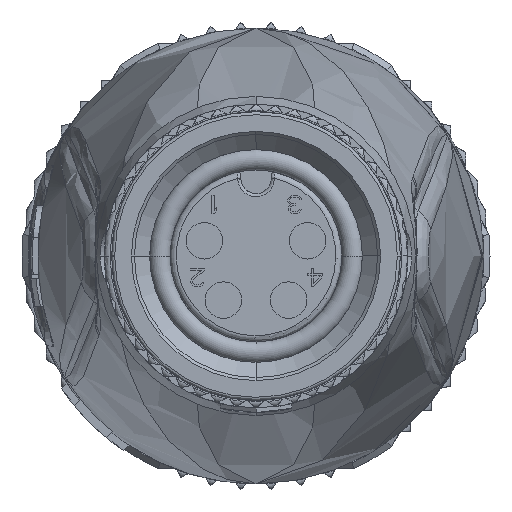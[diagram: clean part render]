
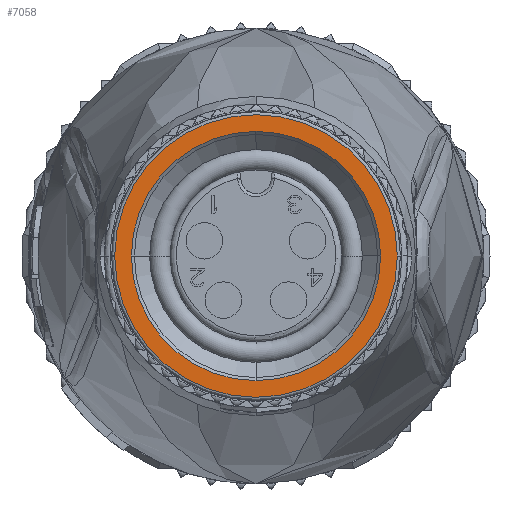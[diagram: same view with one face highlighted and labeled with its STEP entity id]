
A CAD part, front view. The second image highlights one B-rep face of the part: STEP entity #7058.
In plain terms, the highlighted planar face has unit normal (0, -1, 0).
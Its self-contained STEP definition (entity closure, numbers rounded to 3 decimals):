
#7058=ADVANCED_FACE('',(#15310,#15311),#15312,.T.);
#7076=EDGE_CURVE('',#15339,#15336,#15340,.T.);
#7080=EDGE_CURVE('',#15336,#15345,#15346,.T.);
#7088=EDGE_CURVE('',#15358,#15359,#15360,.T.);
#7094=EDGE_CURVE('',#15368,#15369,#15370,.T.);
#9200=EDGE_CURVE('',#15369,#15358,#18134,.T.);
#9202=EDGE_CURVE('',#15359,#15368,#18136,.T.);
#9212=EDGE_CURVE('',#18147,#15339,#18148,.T.);
#9214=EDGE_CURVE('',#15345,#18147,#18150,.T.);
#15310=FACE_OUTER_BOUND('',#68132,.T.);
#15311=FACE_BOUND('',#68133,.T.);
#15312=PLANE('',#68134);
#15336=VERTEX_POINT('',#68162);
#15339=VERTEX_POINT('',#68167);
#15340=CIRCLE('',#68168,4.1);
#15345=VERTEX_POINT('',#68175);
#15346=CIRCLE('',#68176,4.1);
#15358=VERTEX_POINT('',#68192);
#15359=VERTEX_POINT('',#68193);
#15360=CIRCLE('',#68194,4.65);
#15368=VERTEX_POINT('',#68205);
#15369=VERTEX_POINT('',#68206);
#15370=CIRCLE('',#68207,4.65);
#18134=CIRCLE('',#74899,4.65);
#18136=CIRCLE('',#74902,4.65);
#18147=VERTEX_POINT('',#74920);
#18148=CIRCLE('',#74921,4.1);
#18150=CIRCLE('',#74924,4.1);
#68132=EDGE_LOOP('',(#99048,#99049,#99050,#99051));
#68133=EDGE_LOOP('',(#99052,#99053,#99054,#99055));
#68134=AXIS2_PLACEMENT_3D('',#99056,#99057,#99058);
#68162=CARTESIAN_POINT('',(4.1,-8.5,0.0));
#68167=CARTESIAN_POINT('',(0.,-8.5,4.1));
#68168=AXIS2_PLACEMENT_3D('',#99106,#99107,#99108);
#68175=CARTESIAN_POINT('',(0.,-8.5,-4.1));
#68176=AXIS2_PLACEMENT_3D('',#99112,#99113,#99114);
#68192=CARTESIAN_POINT('',(4.65,-8.5,0.0));
#68193=CARTESIAN_POINT('',(-4.65,-8.5,0.024));
#68194=AXIS2_PLACEMENT_3D('',#99124,#99125,#99126);
#68205=CARTESIAN_POINT('',(-4.65,-8.5,0.0));
#68206=CARTESIAN_POINT('',(4.65,-8.5,-0.024));
#68207=AXIS2_PLACEMENT_3D('',#99133,#99134,#99135);
#74899=AXIS2_PLACEMENT_3D('',#100656,#100657,#100658);
#74902=AXIS2_PLACEMENT_3D('',#100659,#100660,#100661);
#74920=CARTESIAN_POINT('',(-4.1,-8.5,0.0));
#74921=AXIS2_PLACEMENT_3D('',#100670,#100671,#100672);
#74924=AXIS2_PLACEMENT_3D('',#100673,#100674,#100675);
#99048=ORIENTED_EDGE('',*,*,#7088,.T.);
#99049=ORIENTED_EDGE('',*,*,#9202,.T.);
#99050=ORIENTED_EDGE('',*,*,#7094,.T.);
#99051=ORIENTED_EDGE('',*,*,#9200,.T.);
#99052=ORIENTED_EDGE('',*,*,#9212,.T.);
#99053=ORIENTED_EDGE('',*,*,#7076,.T.);
#99054=ORIENTED_EDGE('',*,*,#7080,.T.);
#99055=ORIENTED_EDGE('',*,*,#9214,.T.);
#99056=CARTESIAN_POINT('',(0.0,-8.5,0.0));
#99057=DIRECTION('',(0.0,-1.0,0.0));
#99058=DIRECTION('',(0.0,0.0,-1.0));
#99106=CARTESIAN_POINT('',(0.0,-8.5,0.0));
#99107=DIRECTION('',(0.0,1.0,0.0));
#99108=DIRECTION('',(-1.0,0.0,0.0));
#99112=CARTESIAN_POINT('',(0.0,-8.5,0.0));
#99113=DIRECTION('',(-0.0,1.0,0.0));
#99114=DIRECTION('',(1.0,0.0,0.0));
#99124=CARTESIAN_POINT('',(0.0,-8.5,0.0));
#99125=DIRECTION('',(0.0,-1.0,0.0));
#99126=DIRECTION('',(1.0,0.0,0.0));
#99133=CARTESIAN_POINT('',(0.0,-8.5,0.0));
#99134=DIRECTION('',(0.0,-1.0,0.0));
#99135=DIRECTION('',(-1.0,0.0,0.0));
#100656=CARTESIAN_POINT('',(0.0,-8.5,0.0));
#100657=DIRECTION('',(0.0,-1.0,0.0));
#100658=DIRECTION('',(-1.0,0.0,0.0));
#100659=CARTESIAN_POINT('',(0.0,-8.5,0.0));
#100660=DIRECTION('',(0.0,-1.0,0.0));
#100661=DIRECTION('',(1.0,0.0,0.0));
#100670=CARTESIAN_POINT('',(0.0,-8.5,0.0));
#100671=DIRECTION('',(0.0,1.0,0.0));
#100672=DIRECTION('',(-1.0,0.0,0.0));
#100673=CARTESIAN_POINT('',(0.0,-8.5,0.0));
#100674=DIRECTION('',(-0.0,1.0,0.0));
#100675=DIRECTION('',(1.0,0.0,0.0));
